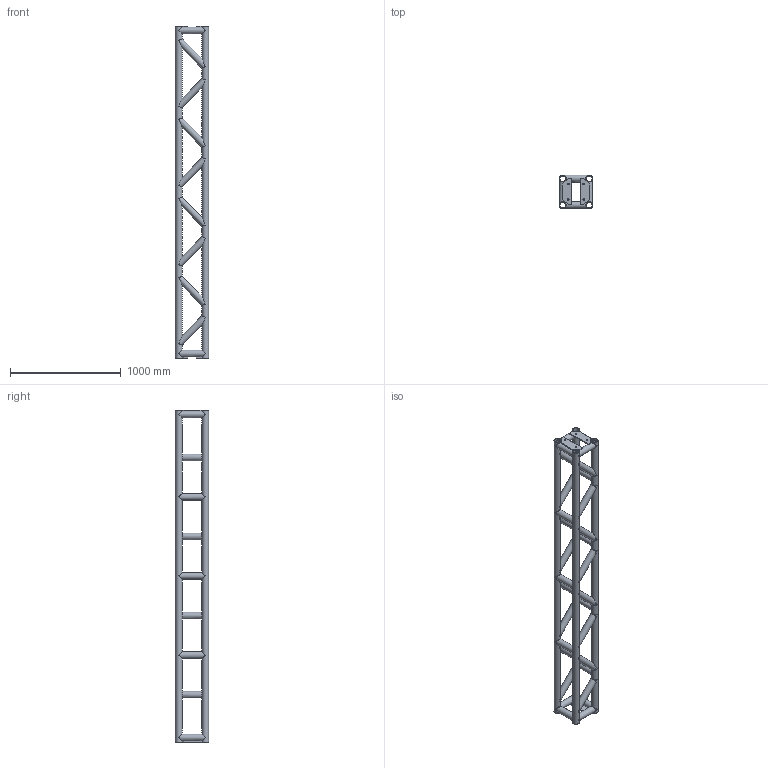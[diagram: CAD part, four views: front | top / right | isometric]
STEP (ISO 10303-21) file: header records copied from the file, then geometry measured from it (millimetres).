
FILE_DESCRIPTION(/* description */ (''),/* implementation_level */ '2;1');
FILE_NAME(/* name */ 'Coluna3000.ipt.stp',/* time_stamp */ '2017-07-14T14:31:26-03:00',/* author */ ('Kledson'),/* organization */ (''),/* preprocessor_version */ 'ST-DEVELOPER v16.5',/* originating_system */ 'Autodesk Inventor 2017',/* authorisation */ '');
FILE_SCHEMA (('AUTOMOTIVE_DESIGN { 1 0 10303 214 3 1 1 }'));
Length unit declared in the file: millimetre
Products named in the file (42): Coluna3000.ipt; Frame0001; Skeleton0001; ISO 4019 - 60.3x3.0 - 3000; ISO 4019 - 60.3x3.0 - 239,7; ISO 4019 - 60.3x3.0 - 239,7_1; ISO 4019 - 60.3x3.0 - 338,987; ISO 4019 - 60.3x3.0 - 3000_1; ISO 4019 - 60.3x3.0 - 239,7_2; ISO 4019 - 60.3x3.0 - 239,7_3; ISO 4019 - 60.3x3.0 - 338,987_1; ISO 4019 - 60.3x3.0 - 3000_2; ISO 4019 - 60.3x3.0 - 239,7_4; ISO 4019 - 60.3x3.0 - 338,987_2; ISO 4019 - 60.3x3.0 - 239,7_5; ISO 4019 - 60.3x3.0 - 338,987_3; ISO 4019 - 60.3x3.0 - 338,987_4; ISO 4019 - 60.3x3.0 - 338,987_5; ISO 4019 - 60.3x3.0 - 239,7_6; ISO 4019 - 60.3x3.0 - 338,987_6; ISO 4019 - 60.3x3.0 - 338,987_7; ISO 4019 - 60.3x3.0 - 239,7_7; ISO 4019 - 60.3x3.0 - 338,987_8; ISO 4019 - 60.3x3.0 - 338,987_9; ISO 4019 - 60.3x3.0 - 239,7_8; ISO 4019 - 60.3x3.0 - 338,987_10; ISO 4019 - 60.3x3.0 - 338,987_11; ISO 4019 - 60.3x3.0 - 239,7_9; ISO 4019 - 60.3x3.0 - 338,987_12; ISO 4019 - 60.3x3.0 - 338,987_13; ISO 4019 - 60.3x3.0 - 239,7_10; ISO 4019 - 60.3x3.0 - 338,987_14; ISO 4019 - 60.3x3.0 - 338,987_15; ISO 4019 - 60.3x3.0 - 239,7_11; ISO 4019 - 60.3x3.0 - 239,7_12; ISO 4019 - 60.3x3.0 - 239,7_13; ISO 4019 - 60.3x3.0 - 239,7_14; ISO 4019 - 60.3x3.0 - 3000_3; ISO 1035/3 - 80 x 10 - 239,7; ISO 1035/3 - 80 x 10 - 239,7_1 ...
Assembly tree (41 placements, depth 3):
  Coluna3000.ipt
    Frame0001
      Skeleton0001
      ISO 4019 - 60.3x3.0 - 3000
      ISO 4019 - 60.3x3.0 - 239,7
      ISO 4019 - 60.3x3.0 - 239,7_1
      ISO 4019 - 60.3x3.0 - 338,987
      ISO 4019 - 60.3x3.0 - 3000_1
      ISO 4019 - 60.3x3.0 - 239,7_2
      ISO 4019 - 60.3x3.0 - 239,7_3
      ISO 4019 - 60.3x3.0 - 338,987_1
      ISO 4019 - 60.3x3.0 - 3000_2
      ISO 4019 - 60.3x3.0 - 239,7_4
      ISO 4019 - 60.3x3.0 - 338,987_2
      ISO 4019 - 60.3x3.0 - 239,7_5
      ISO 4019 - 60.3x3.0 - 338,987_3
      ISO 4019 - 60.3x3.0 - 338,987_4
      ISO 4019 - 60.3x3.0 - 338,987_5
      ISO 4019 - 60.3x3.0 - 239,7_6
      ISO 4019 - 60.3x3.0 - 338,987_6
      ISO 4019 - 60.3x3.0 - 338,987_7
      ISO 4019 - 60.3x3.0 - 239,7_7
      ISO 4019 - 60.3x3.0 - 338,987_8
      ISO 4019 - 60.3x3.0 - 338,987_9
      ISO 4019 - 60.3x3.0 - 239,7_8
      ISO 4019 - 60.3x3.0 - 338,987_10
      ISO 4019 - 60.3x3.0 - 338,987_11
      ISO 4019 - 60.3x3.0 - 239,7_9
      ISO 4019 - 60.3x3.0 - 338,987_12
      ISO 4019 - 60.3x3.0 - 338,987_13
      ISO 4019 - 60.3x3.0 - 239,7_10
      ISO 4019 - 60.3x3.0 - 338,987_14
      ISO 4019 - 60.3x3.0 - 338,987_15
      ISO 4019 - 60.3x3.0 - 239,7_11
      ISO 4019 - 60.3x3.0 - 239,7_12
      ISO 4019 - 60.3x3.0 - 239,7_13
      ISO 4019 - 60.3x3.0 - 239,7_14
      ISO 4019 - 60.3x3.0 - 3000_3
      ISO 1035/3 - 80 x 10 - 239,7
      ISO 1035/3 - 80 x 10 - 239,7_1
      ISO 1035/3 - 80 x 10 - 239,7_2
      ISO 1035/3 - 80 x 10 - 239,7_3
Bounding box: 300 x 300 x 3000 mm (x, y, z)
Volume: 11148417.6 mm3; surface area: 7238361.9 mm2
Topology: 39 solids, 39 shells, 180 faces, 388 edges, 286 vertices
Faces by surface type: cylinder 140, plane 40
Full cylindrical faces by diameter (mm): 15 x8, 54.3 x35, 60.3 x35
Entity records: 9956 total; most frequent: CARTESIAN_POINT 5123, DIRECTION 910, ORIENTED_EDGE 580, AXIS2_PLACEMENT_3D 419, EDGE_LOOP 344, EDGE_CURVE 290, VERTEX_POINT 266, FACE_OUTER_BOUND 180
